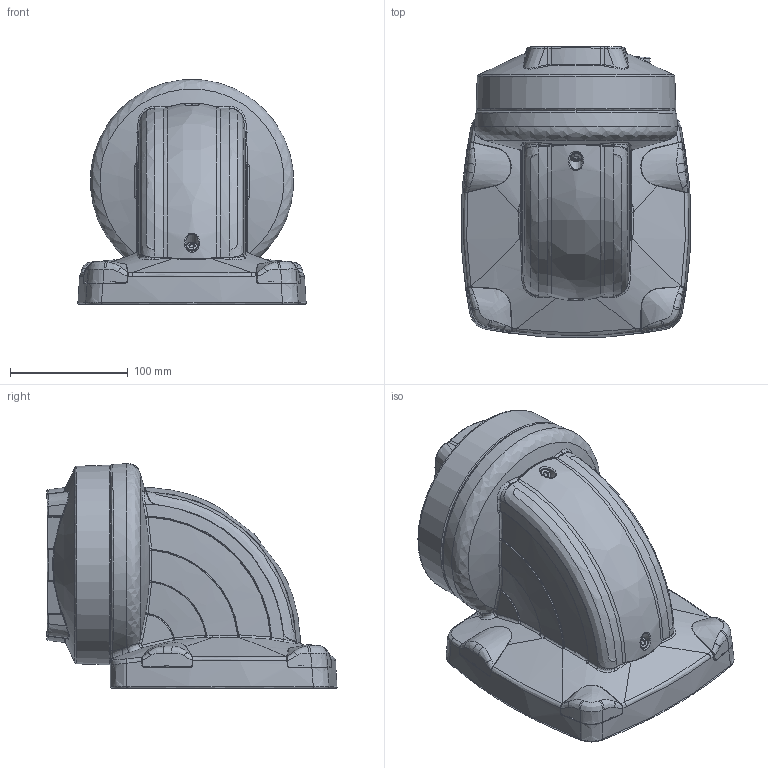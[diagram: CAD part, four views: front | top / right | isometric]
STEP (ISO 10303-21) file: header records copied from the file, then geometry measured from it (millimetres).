
FILE_DESCRIPTION (( 'STEP AP214' ), '1' );
FILE_NAME ('TK120.710_REV4.STEP', '2024-07-24T12:03:52', ( '' ), ( '' ), 'SwSTEP 2.0', 'SolidWorks 2023', '' );
FILE_SCHEMA (( 'AUTOMOTIVE_DESIGN' ));
Length unit declared in the file: inch
Products named in the file (1): TK120.710_REV4
Bounding box: 195.28 x 247.59 x 191.11 mm (x, y, z)
Volume: 2705688.5 mm3; surface area: 321408.6 mm2
Topology: 1 solids, 1 shells, 1348 faces, 3395 edges, 2013 vertices
Faces by surface type: bspline 971, plane 165, cylinder 131, cone 81
Full cylindrical faces by diameter (mm): 4.5 x5, 5 x6, 5.2 x1, 6 x2, 8.281 x1, 8.283 x1, 8.315 x2, 8.322 x1, 8.375 x1, 10 x2, 12.161 x1, 12.259 x1, 12.33 x1, 12.708 x1, 13.041 x1, 63.915 x2, 167.998 x1
Entity records: 110450 total; most frequent: CARTESIAN_POINT 86693, ORIENTED_EDGE 6440, EDGE_CURVE 3220, DIRECTION 2647, B_SPLINE_CURVE_WITH_KNOTS 1974, VERTEX_POINT 1973, EDGE_LOOP 1493, FACE_OUTER_BOUND 1392
